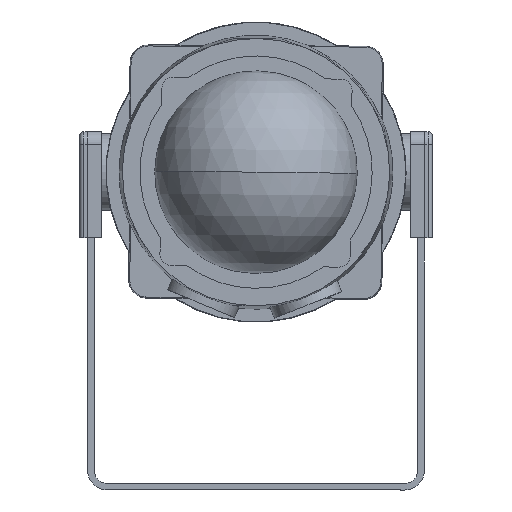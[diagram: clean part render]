
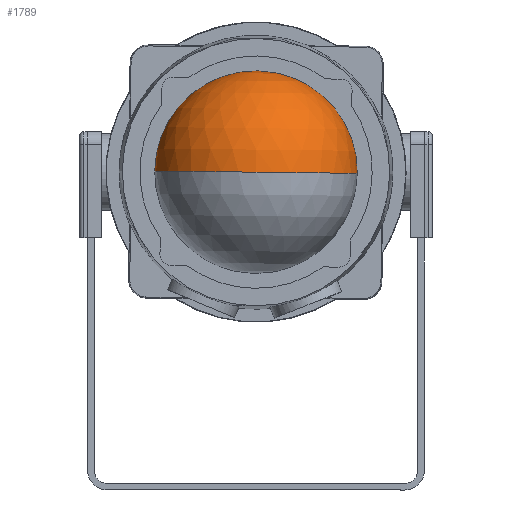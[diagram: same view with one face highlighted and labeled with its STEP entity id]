
A CAD part, left-side view. The second image highlights one B-rep face of the part: STEP entity #1789.
In plain terms, the highlighted spherical face has radius 46.2 mm.
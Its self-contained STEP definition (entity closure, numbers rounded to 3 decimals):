
#111 = AXIS2_PLACEMENT_3D ( 'NONE', #6033, #6078, #6024 ) ;
#322 = DIRECTION ( 'NONE',  ( 0., 0., -1. ) ) ;
#331 = DIRECTION ( 'NONE',  ( 0., -1., 0. ) ) ;
#339 = CARTESIAN_POINT ( 'NONE',  ( 49.3, 0., 0. ) ) ;
#419 = CARTESIAN_POINT ( 'NONE',  ( 49.3, 0., 0. ) ) ;
#444 = EDGE_CURVE ( 'NONE', #773, #6974, #7511, .T. ) ;
#773 = VERTEX_POINT ( 'NONE', #4402 ) ;
#1083 = DIRECTION ( 'NONE',  ( 0., 1., 0. ) ) ;
#1592 = CARTESIAN_POINT ( 'NONE',  ( 95.5, 0., 0. ) ) ;
#1789 = ADVANCED_FACE ( 'NONE', ( #4233 ), #6274, .T. ) ;
#1880 = DIRECTION ( 'NONE',  ( 0., 0., 1. ) ) ;
#1997 = ORIENTED_EDGE ( 'NONE', *, *, #8328, .F. ) ;
#2914 = VERTEX_POINT ( 'NONE', #1592 ) ;
#3251 = EDGE_CURVE ( 'NONE', #2914, #6974, #7119, .T. ) ;
#3563 = AXIS2_PLACEMENT_3D ( 'NONE', #339, #331, #322 ) ;
#3613 = AXIS2_PLACEMENT_3D ( 'NONE', #419, #8800, #1880 ) ;
#3933 = AXIS2_PLACEMENT_3D ( 'NONE', #5240, #1083, #5926 ) ;
#4028 = EDGE_LOOP ( 'NONE', ( #1997, #5139, #5715 ) ) ;
#4233 = FACE_OUTER_BOUND ( 'NONE', #4028, .T. ) ;
#4402 = CARTESIAN_POINT ( 'NONE',  ( 49.3, 0., -46.2 ) ) ;
#4951 = CARTESIAN_POINT ( 'NONE',  ( 49.3, 0., 46.2 ) ) ;
#5139 = ORIENTED_EDGE ( 'NONE', *, *, #3251, .T. ) ;
#5240 = CARTESIAN_POINT ( 'NONE',  ( 49.3, 0., 0. ) ) ;
#5715 = ORIENTED_EDGE ( 'NONE', *, *, #444, .F. ) ;
#5926 = DIRECTION ( 'NONE',  ( 0., 0., 1. ) ) ;
#6024 = DIRECTION ( 'NONE',  ( 0., 0., -1. ) ) ;
#6033 = CARTESIAN_POINT ( 'NONE',  ( 49.3, 0., 0. ) ) ;
#6078 = DIRECTION ( 'NONE',  ( 0., -1., 0. ) ) ;
#6274 = SPHERICAL_SURFACE ( 'NONE', #111, 46.2 ) ;
#6375 = CIRCLE ( 'NONE', #3933, 46.2 ) ;
#6974 = VERTEX_POINT ( 'NONE', #4951 ) ;
#7119 = CIRCLE ( 'NONE', #3563, 46.2 ) ;
#7511 = CIRCLE ( 'NONE', #3613, 46.2 ) ;
#8328 = EDGE_CURVE ( 'NONE', #2914, #773, #6375, .T. ) ;
#8800 = DIRECTION ( 'NONE',  ( -1., 0., 0. ) ) ;
